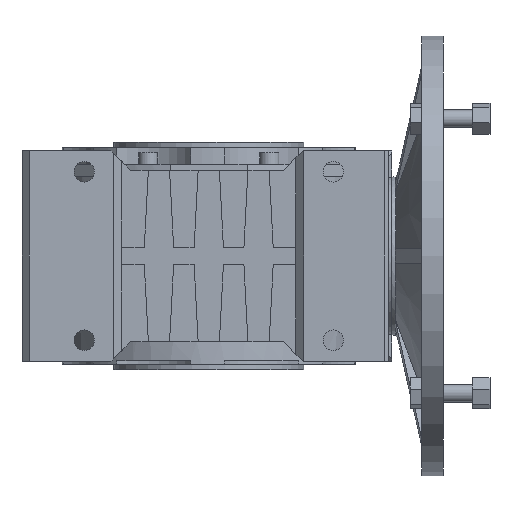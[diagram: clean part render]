
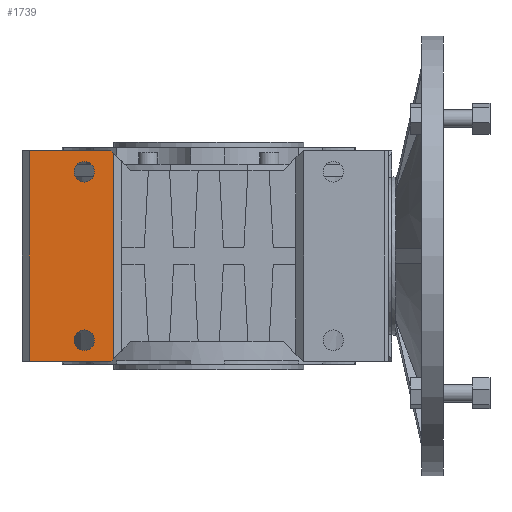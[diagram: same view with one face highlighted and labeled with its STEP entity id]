
A CAD part, front view. The second image highlights one B-rep face of the part: STEP entity #1739.
In plain terms, the highlighted face is planar.
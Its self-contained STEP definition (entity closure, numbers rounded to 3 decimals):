
#1739 = ADVANCED_FACE( '', ( #3885, #3886, #3887 ), #3888, .F. );
#3885 = FACE_BOUND( '', #6493, .T. );
#3886 = FACE_BOUND( '', #6494, .T. );
#3887 = FACE_OUTER_BOUND( '', #6495, .T. );
#3888 = PLANE( '', #6496 );
#6493 = EDGE_LOOP( '', ( #11527 ) );
#6494 = EDGE_LOOP( '', ( #11528 ) );
#6495 = EDGE_LOOP( '', ( #11529, #11530, #11531, #11532, #11533, #11534 ) );
#6496 = AXIS2_PLACEMENT_3D( '', #11535, #11536, #11537 );
#11527 = ORIENTED_EDGE( '', *, *, #14912, .T. );
#11528 = ORIENTED_EDGE( '', *, *, #15772, .T. );
#11529 = ORIENTED_EDGE( '', *, *, #16885, .F. );
#11530 = ORIENTED_EDGE( '', *, *, #16886, .T. );
#11531 = ORIENTED_EDGE( '', *, *, #15557, .F. );
#11532 = ORIENTED_EDGE( '', *, *, #16887, .T. );
#11533 = ORIENTED_EDGE( '', *, *, #16774, .F. );
#11534 = ORIENTED_EDGE( '', *, *, #16888, .F. );
#11535 = CARTESIAN_POINT( '', ( 72., 65., -127.5 ) );
#11536 = DIRECTION( '', ( 0., 0., 1. ) );
#11537 = DIRECTION( '', ( 1., 0., 0. ) );
#14912 = EDGE_CURVE( '', #17738, #17738, #17739, .T. );
#15557 = EDGE_CURVE( '', #18869, #18872, #18873, .T. );
#15772 = EDGE_CURVE( '', #19229, #19229, #19230, .T. );
#16774 = EDGE_CURVE( '', #20748, #20743, #20750, .T. );
#16885 = EDGE_CURVE( '', #20904, #20905, #20906, .T. );
#16886 = EDGE_CURVE( '', #20904, #18872, #20907, .T. );
#16887 = EDGE_CURVE( '', #18869, #20743, #20908, .T. );
#16888 = EDGE_CURVE( '', #20905, #20748, #20909, .T. );
#17738 = VERTEX_POINT( '', #21934 );
#17739 = CIRCLE( '', #21935, 7. );
#18869 = VERTEX_POINT( '', #23525 );
#18872 = VERTEX_POINT( '', #23529 );
#18873 = LINE( '', #23530, #23531 );
#19229 = VERTEX_POINT( '', #24024 );
#19230 = CIRCLE( '', #24025, 7. );
#20743 = VERTEX_POINT( '', #26162 );
#20748 = VERTEX_POINT( '', #26169 );
#20750 = LINE( '', #26172, #26173 );
#20904 = VERTEX_POINT( '', #26386 );
#20905 = VERTEX_POINT( '', #26387 );
#20906 = LINE( '', #26388, #26389 );
#20907 = LINE( '', #26390, #26391 );
#20908 = LINE( '', #26392, #26393 );
#20909 = LINE( '', #26394, #26395 );
#21934 = CARTESIAN_POINT( '', ( 64.5, 85., -127.5 ) );
#21935 = AXIS2_PLACEMENT_3D( '', #27829, #27830, #27831 );
#23525 = CARTESIAN_POINT( '', ( -72., 67., -127.5 ) );
#23529 = CARTESIAN_POINT( '', ( -70., 65., -127.5 ) );
#23530 = CARTESIAN_POINT( '', ( 1., -6., -127.5 ) );
#23531 = VECTOR( '', #28558, 1000. );
#24024 = CARTESIAN_POINT( '', ( -50.5, 85., -127.5 ) );
#24025 = AXIS2_PLACEMENT_3D( '', #28811, #28812, #28813 );
#26162 = CARTESIAN_POINT( '', ( -72., 122.5, -127.5 ) );
#26169 = CARTESIAN_POINT( '', ( 72., 122.5, -127.5 ) );
#26172 = CARTESIAN_POINT( '', ( 72., 122.5, -127.5 ) );
#26173 = VECTOR( '', #29960, 1000. );
#26386 = CARTESIAN_POINT( '', ( 70., 65., -127.5 ) );
#26387 = CARTESIAN_POINT( '', ( 72., 67., -127.5 ) );
#26388 = CARTESIAN_POINT( '', ( 71., 66., -127.5 ) );
#26389 = VECTOR( '', #30086, 1000. );
#26390 = CARTESIAN_POINT( '', ( 72., 65., -127.5 ) );
#26391 = VECTOR( '', #30087, 1000. );
#26392 = CARTESIAN_POINT( '', ( -72., 65., -127.5 ) );
#26393 = VECTOR( '', #30088, 1000. );
#26394 = CARTESIAN_POINT( '', ( 72., 65., -127.5 ) );
#26395 = VECTOR( '', #30089, 1000. );
#27829 = CARTESIAN_POINT( '', ( 57.5, 85., -127.5 ) );
#27830 = DIRECTION( '', ( 0., 0., 1. ) );
#27831 = DIRECTION( '', ( 1., 0., 0. ) );
#28558 = DIRECTION( '', ( 0.707, -0.707, 0. ) );
#28811 = CARTESIAN_POINT( '', ( -57.5, 85., -127.5 ) );
#28812 = DIRECTION( '', ( 0., 0., 1. ) );
#28813 = DIRECTION( '', ( 1., 0., 0. ) );
#29960 = DIRECTION( '', ( -1., 0., 0. ) );
#30086 = DIRECTION( '', ( 0.707, 0.707, 0. ) );
#30087 = DIRECTION( '', ( -1., 0., 0. ) );
#30088 = DIRECTION( '', ( 0., 1., 0. ) );
#30089 = DIRECTION( '', ( 0., 1., 0. ) );
